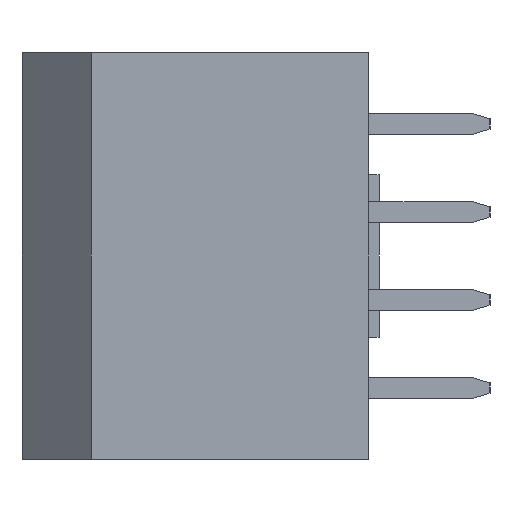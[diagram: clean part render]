
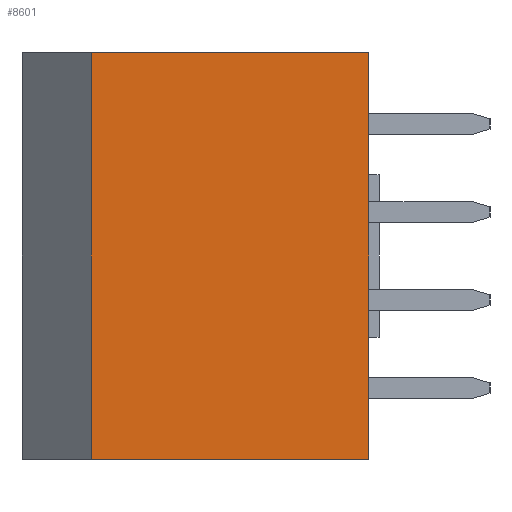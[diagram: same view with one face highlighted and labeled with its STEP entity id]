
A CAD part, left-side view. The second image highlights one B-rep face of the part: STEP entity #8601.
In plain terms, the highlighted planar face has unit normal (-1, 0, 0).
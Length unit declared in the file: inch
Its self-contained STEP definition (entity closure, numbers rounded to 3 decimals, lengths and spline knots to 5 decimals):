
#8562=CARTESIAN_POINT('',(-0.69557,-1.94255,-0.02307));
#8563=DIRECTION('',(-1.0,0.0,0.0));
#8564=DIRECTION('',(0.0,0.0,1.0));
#8565=AXIS2_PLACEMENT_3D('',#8562,#8563,#8564);
#8566=PLANE('',#8565);
#8567=CARTESIAN_POINT('',(-0.69557,-1.9268,0.46142));
#8568=VERTEX_POINT('',#8567);
#8569=CARTESIAN_POINT('',(-0.69557,-1.61184,0.46142));
#8570=VERTEX_POINT('',#8569);
#8571=CARTESIAN_POINT('',(-0.69557,-1.9268,0.46142));
#8572=DIRECTION('',(0.0,1.0,0.0));
#8573=VECTOR('',#8572,0.31496);
#8574=LINE('',#8571,#8573);
#8575=EDGE_CURVE('',#8568,#8570,#8574,.T.);
#8576=ORIENTED_EDGE('',*,*,#8575,.T.);
#8577=CARTESIAN_POINT('',(-0.69557,-1.61184,0.0));
#8578=VERTEX_POINT('',#8577);
#8579=CARTESIAN_POINT('',(-0.69557,-1.61184,0.0));
#8580=DIRECTION('',(0.0,0.0,1.0));
#8581=VECTOR('',#8580,0.46142);
#8582=LINE('',#8579,#8581);
#8583=EDGE_CURVE('',#8578,#8570,#8582,.T.);
#8584=ORIENTED_EDGE('',*,*,#8583,.F.);
#8585=CARTESIAN_POINT('',(-0.69557,-1.9268,0.0));
#8586=VERTEX_POINT('',#8585);
#8587=CARTESIAN_POINT('',(-0.69557,-1.9268,0.0));
#8588=DIRECTION('',(0.0,1.0,0.0));
#8589=VECTOR('',#8588,0.31496);
#8590=LINE('',#8587,#8589);
#8591=EDGE_CURVE('',#8586,#8578,#8590,.T.);
#8592=ORIENTED_EDGE('',*,*,#8591,.F.);
#8593=CARTESIAN_POINT('',(-0.69557,-1.9268,0.0));
#8594=DIRECTION('',(0.0,0.0,1.0));
#8595=VECTOR('',#8594,0.46142);
#8596=LINE('',#8593,#8595);
#8597=EDGE_CURVE('',#8586,#8568,#8596,.T.);
#8598=ORIENTED_EDGE('',*,*,#8597,.T.);
#8599=EDGE_LOOP('',(#8576,#8584,#8592,#8598));
#8600=FACE_OUTER_BOUND('',#8599,.T.);
#8601=ADVANCED_FACE('',(#8600),#8566,.T.);
